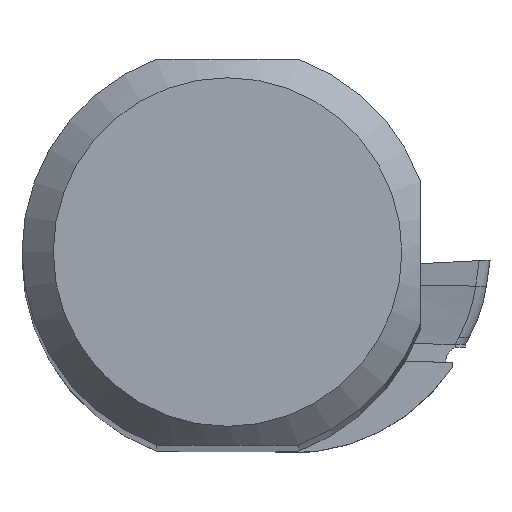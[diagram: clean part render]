
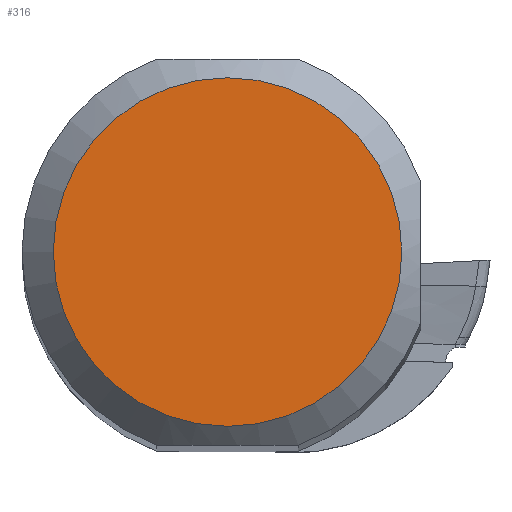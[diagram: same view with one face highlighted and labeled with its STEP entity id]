
A CAD part, top view. The second image highlights one B-rep face of the part: STEP entity #316.
In plain terms, the highlighted planar face has unit normal (0, 0, 1).
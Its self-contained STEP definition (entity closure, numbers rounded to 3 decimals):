
#316=ADVANCED_FACE('',(#484),#375,.F.);
#375=PLANE('',#2173);
#484=FACE_OUTER_BOUND('',#598,.T.);
#598=EDGE_LOOP('',(#1450));
#1450=ORIENTED_EDGE('',*,*,#1935,.T.);
#1655=VERTEX_POINT('',#3841);
#1935=EDGE_CURVE('',#1655,#1655,#1994,.T.);
#1994=CIRCLE('',#2172,6.775);
#2172=AXIS2_PLACEMENT_3D('',#3840,#2630,#2631);
#2173=AXIS2_PLACEMENT_3D('',#3842,#2632,#2633);
#2630=DIRECTION('',(0.,0.,1.));
#2631=DIRECTION('',(1.,0.,0.));
#2632=DIRECTION('',(0.,0.,-1.));
#2633=DIRECTION('',(-1.,0.,0.));
#3840=CARTESIAN_POINT('',(0.,0.,130.765));
#3841=CARTESIAN_POINT('',(6.775,0.,130.765));
#3842=CARTESIAN_POINT('',(6.775,0.,130.765));
